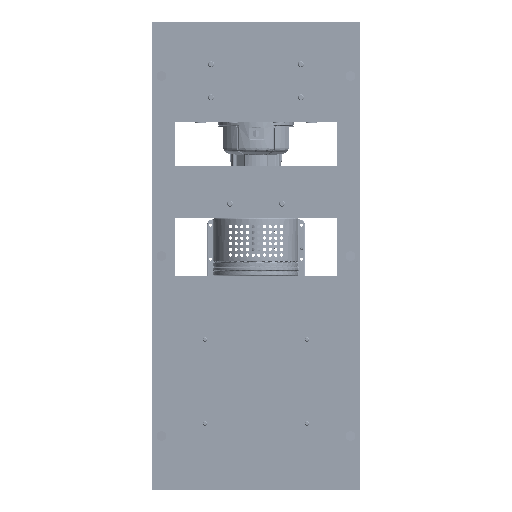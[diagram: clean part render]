
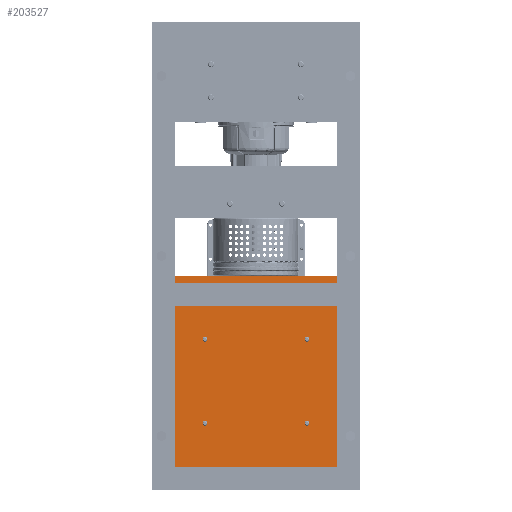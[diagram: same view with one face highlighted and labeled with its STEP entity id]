
A CAD part, front view. The second image highlights one B-rep face of the part: STEP entity #203527.
In plain terms, the highlighted planar face has unit normal (0, -1, 0).
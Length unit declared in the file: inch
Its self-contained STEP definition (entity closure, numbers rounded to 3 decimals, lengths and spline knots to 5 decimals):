
#4879 = DIRECTION ( 'NONE',  ( 0., 0., 1. ) ) ;
#6024 = ORIENTED_EDGE ( 'NONE', *, *, #343734, .F. ) ;
#9205 = CARTESIAN_POINT ( 'NONE',  ( 8.75, 0., -8.29 ) ) ;
#14834 = CARTESIAN_POINT ( 'NONE',  ( -8.75, 0., 8.29 ) ) ;
#15392 = EDGE_CURVE ( 'NONE', #28572, #355999, #120223, .T. ) ;
#16432 = CARTESIAN_POINT ( 'NONE',  ( -8.75, 0., -8.29 ) ) ;
#17385 = CARTESIAN_POINT ( 'NONE',  ( -3.54824, 0., -4.25 ) ) ;
#28572 = VERTEX_POINT ( 'NONE', #394931 ) ;
#35689 = EDGE_CURVE ( 'NONE', #152398, #446100, #121663, .T. ) ;
#38938 = ORIENTED_EDGE ( 'NONE', *, *, #35689, .F. ) ;
#44260 = CARTESIAN_POINT ( 'NONE',  ( -8.75, 0., -8.29 ) ) ;
#46051 = CARTESIAN_POINT ( 'NONE',  ( 3.45176, 0., -4.25 ) ) ;
#47364 = CARTESIAN_POINT ( 'NONE',  ( -8.75, 0., 8.29 ) ) ;
#50657 = FACE_BOUND ( 'NONE', #315395, .T. ) ;
#56712 = ORIENTED_EDGE ( 'NONE', *, *, #454144, .F. ) ;
#73248 = ORIENTED_EDGE ( 'NONE', *, *, #311790, .F. ) ;
#82776 = DIRECTION ( 'NONE',  ( 0., -1., 0. ) ) ;
#86790 = DIRECTION ( 'NONE',  ( 0., 0., -1. ) ) ;
#91406 = VERTEX_POINT ( 'NONE', #104158 ) ;
#94711 = VERTEX_POINT ( 'NONE', #9205 ) ;
#101617 = CARTESIAN_POINT ( 'NONE',  ( 3.24876, 0., -4.25 ) ) ;
#103789 = CIRCLE ( 'NONE', #264994, 0.203 ) ;
#103920 = EDGE_LOOP ( 'NONE', ( #56712, #258439 ) ) ;
#104158 = CARTESIAN_POINT ( 'NONE',  ( -8.75, 0., -8.29 ) ) ;
#120223 = CIRCLE ( 'NONE', #208058, 0.203 ) ;
#121663 = CIRCLE ( 'NONE', #231739, 0.203 ) ;
#121823 = EDGE_CURVE ( 'NONE', #269230, #392275, #103789, .T. ) ;
#125791 = LINE ( 'NONE', #336960, #300535 ) ;
#125984 = DIRECTION ( 'NONE',  ( 0., 0., 1. ) ) ;
#126553 = CARTESIAN_POINT ( 'NONE',  ( 3.45176, 0., 4.25 ) ) ;
#126569 = DIRECTION ( 'NONE',  ( 0., -1., 0. ) ) ;
#136475 = CARTESIAN_POINT ( 'NONE',  ( -3.34524, 0., 4.25 ) ) ;
#136760 = CIRCLE ( 'NONE', #371401, 0.203 ) ;
#149703 = LINE ( 'NONE', #16432, #226322 ) ;
#152398 = VERTEX_POINT ( 'NONE', #136475 ) ;
#156247 = FACE_BOUND ( 'NONE', #206997, .T. ) ;
#159448 = DIRECTION ( 'NONE',  ( 0., 0., 1. ) ) ;
#160947 = DIRECTION ( 'NONE',  ( 0., -1., 0. ) ) ;
#165519 = DIRECTION ( 'NONE',  ( 0., 0., 1. ) ) ;
#166103 = AXIS2_PLACEMENT_3D ( 'NONE', #46051, #82776, #4879 ) ;
#172004 = CARTESIAN_POINT ( 'NONE',  ( 3.24876, 0., 4.25 ) ) ;
#187396 = DIRECTION ( 'NONE',  ( 1., 0., 0. ) ) ;
#191077 = CARTESIAN_POINT ( 'NONE',  ( -3.75124, 0., 4.25 ) ) ;
#193129 = CARTESIAN_POINT ( 'NONE',  ( -3.54824, 0., 4.25 ) ) ;
#202044 = FACE_OUTER_BOUND ( 'NONE', #242280, .T. ) ;
#202979 = EDGE_CURVE ( 'NONE', #438058, #94711, #125791, .T. ) ;
#203527 = ADVANCED_FACE ( 'NONE', ( #365215, #50657, #156247, #406470, #202044 ), #298554, .F. ) ;
#203537 = DIRECTION ( 'NONE',  ( 0., -1., 0. ) ) ;
#206997 = EDGE_LOOP ( 'NONE', ( #284485, #38938 ) ) ;
#207554 = ORIENTED_EDGE ( 'NONE', *, *, #454522, .F. ) ;
#208058 = AXIS2_PLACEMENT_3D ( 'NONE', #126553, #160947, #234382 ) ;
#215461 = AXIS2_PLACEMENT_3D ( 'NONE', #400586, #338500, #159448 ) ;
#217791 = ORIENTED_EDGE ( 'NONE', *, *, #417563, .F. ) ;
#226322 = VECTOR ( 'NONE', #289735, 39.37008 ) ;
#226542 = AXIS2_PLACEMENT_3D ( 'NONE', #402255, #367845, #257682 ) ;
#226905 = CARTESIAN_POINT ( 'NONE',  ( 8.75, 0., 8.29 ) ) ;
#231739 = AXIS2_PLACEMENT_3D ( 'NONE', #193129, #126569, #165519 ) ;
#234382 = DIRECTION ( 'NONE',  ( 0., 0., 1. ) ) ;
#239408 = VERTEX_POINT ( 'NONE', #443496 ) ;
#240251 = CARTESIAN_POINT ( 'NONE',  ( -3.54824, 0., 4.25 ) ) ;
#242280 = EDGE_LOOP ( 'NONE', ( #293407, #73248, #6024, #207554 ) ) ;
#243068 = AXIS2_PLACEMENT_3D ( 'NONE', #240251, #203537, #451459 ) ;
#250547 = CARTESIAN_POINT ( 'NONE',  ( -3.34524, 0., -4.25 ) ) ;
#255090 = EDGE_CURVE ( 'NONE', #239408, #318124, #444413, .T. ) ;
#257682 = DIRECTION ( 'NONE',  ( 0., 0., 1. ) ) ;
#258439 = ORIENTED_EDGE ( 'NONE', *, *, #255090, .F. ) ;
#260844 = LINE ( 'NONE', #47364, #316998 ) ;
#262259 = DIRECTION ( 'NONE',  ( -1., 0., 0. ) ) ;
#263839 = AXIS2_PLACEMENT_3D ( 'NONE', #436361, #342121, #445478 ) ;
#264994 = AXIS2_PLACEMENT_3D ( 'NONE', #403779, #304978, #125984 ) ;
#268084 = ORIENTED_EDGE ( 'NONE', *, *, #15392, .F. ) ;
#269230 = VERTEX_POINT ( 'NONE', #250547 ) ;
#284485 = ORIENTED_EDGE ( 'NONE', *, *, #445713, .F. ) ;
#289735 = DIRECTION ( 'NONE',  ( 0., 0., 1. ) ) ;
#293407 = ORIENTED_EDGE ( 'NONE', *, *, #202979, .F. ) ;
#298554 = PLANE ( 'NONE',  #263839 ) ;
#300535 = VECTOR ( 'NONE', #86790, 39.37008 ) ;
#301127 = EDGE_CURVE ( 'NONE', #355999, #28572, #431730, .T. ) ;
#304978 = DIRECTION ( 'NONE',  ( 0., -1., 0. ) ) ;
#311790 = EDGE_CURVE ( 'NONE', #383467, #438058, #260844, .T. ) ;
#315395 = EDGE_LOOP ( 'NONE', ( #217791, #448754 ) ) ;
#316998 = VECTOR ( 'NONE', #187396, 39.37008 ) ;
#318124 = VERTEX_POINT ( 'NONE', #101617 ) ;
#324377 = LINE ( 'NONE', #44260, #442677 ) ;
#331941 = DIRECTION ( 'NONE',  ( 0., 0., 1. ) ) ;
#336960 = CARTESIAN_POINT ( 'NONE',  ( 8.75, 0., -8.29 ) ) ;
#338500 = DIRECTION ( 'NONE',  ( 0., -1., 0. ) ) ;
#342121 = DIRECTION ( 'NONE',  ( 0., 1., 0. ) ) ;
#343734 = EDGE_CURVE ( 'NONE', #91406, #383467, #149703, .T. ) ;
#355999 = VERTEX_POINT ( 'NONE', #172004 ) ;
#365215 = FACE_BOUND ( 'NONE', #103920, .T. ) ;
#366410 = DIRECTION ( 'NONE',  ( 0., -1., 0. ) ) ;
#367845 = DIRECTION ( 'NONE',  ( 0., -1., 0. ) ) ;
#371401 = AXIS2_PLACEMENT_3D ( 'NONE', #17385, #366410, #331941 ) ;
#372957 = CARTESIAN_POINT ( 'NONE',  ( -3.75124, 0., -4.25 ) ) ;
#376225 = ORIENTED_EDGE ( 'NONE', *, *, #301127, .F. ) ;
#383467 = VERTEX_POINT ( 'NONE', #14834 ) ;
#392275 = VERTEX_POINT ( 'NONE', #372957 ) ;
#394931 = CARTESIAN_POINT ( 'NONE',  ( 3.65476, 0., 4.25 ) ) ;
#398350 = EDGE_LOOP ( 'NONE', ( #376225, #268084 ) ) ;
#398716 = CIRCLE ( 'NONE', #215461, 0.203 ) ;
#400586 = CARTESIAN_POINT ( 'NONE',  ( 3.45176, 0., -4.25 ) ) ;
#402255 = CARTESIAN_POINT ( 'NONE',  ( 3.45176, 0., 4.25 ) ) ;
#403779 = CARTESIAN_POINT ( 'NONE',  ( -3.54824, 0., -4.25 ) ) ;
#406470 = FACE_BOUND ( 'NONE', #398350, .T. ) ;
#417563 = EDGE_CURVE ( 'NONE', #392275, #269230, #136760, .T. ) ;
#431730 = CIRCLE ( 'NONE', #226542, 0.203 ) ;
#433788 = CIRCLE ( 'NONE', #243068, 0.203 ) ;
#436361 = CARTESIAN_POINT ( 'NONE',  ( 0., 0., 0. ) ) ;
#438058 = VERTEX_POINT ( 'NONE', #226905 ) ;
#442677 = VECTOR ( 'NONE', #262259, 39.37008 ) ;
#443496 = CARTESIAN_POINT ( 'NONE',  ( 3.65476, 0., -4.25 ) ) ;
#444413 = CIRCLE ( 'NONE', #166103, 0.203 ) ;
#445478 = DIRECTION ( 'NONE',  ( 0., 0., 1. ) ) ;
#445713 = EDGE_CURVE ( 'NONE', #446100, #152398, #433788, .T. ) ;
#446100 = VERTEX_POINT ( 'NONE', #191077 ) ;
#448754 = ORIENTED_EDGE ( 'NONE', *, *, #121823, .F. ) ;
#451459 = DIRECTION ( 'NONE',  ( 0., 0., 1. ) ) ;
#454144 = EDGE_CURVE ( 'NONE', #318124, #239408, #398716, .T. ) ;
#454522 = EDGE_CURVE ( 'NONE', #94711, #91406, #324377, .T. ) ;
